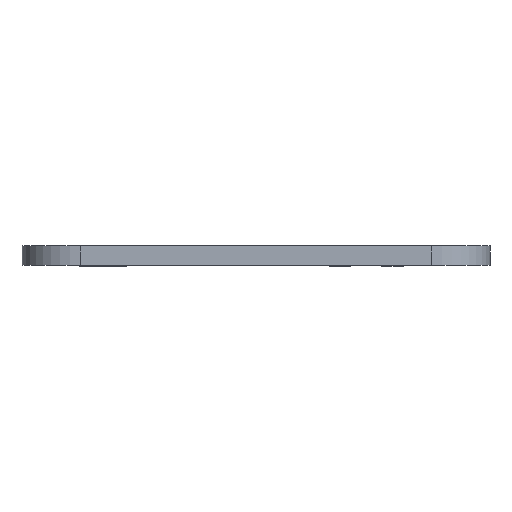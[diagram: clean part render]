
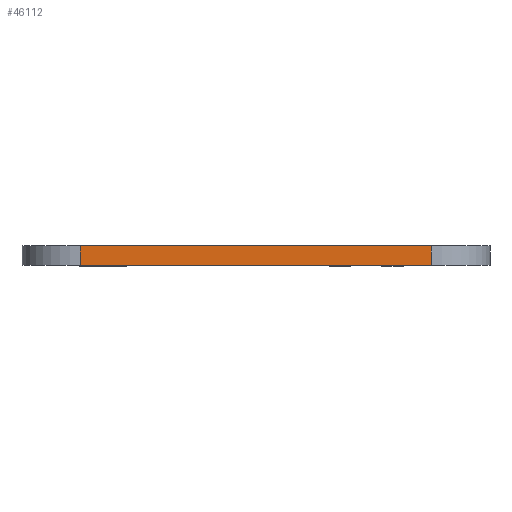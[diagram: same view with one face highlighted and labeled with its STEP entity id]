
A CAD part, left-side view. The second image highlights one B-rep face of the part: STEP entity #46112.
In plain terms, the highlighted planar face has unit normal (-1, 0, 0).
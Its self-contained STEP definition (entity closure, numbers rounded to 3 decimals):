
#45541 = VERTEX_POINT('',#45542);
#45542 = CARTESIAN_POINT('',(-35.75,21.,0.));
#45549 = EDGE_CURVE('',#45550,#45541,#45552,.T.);
#45550 = VERTEX_POINT('',#45551);
#45551 = CARTESIAN_POINT('',(-35.75,3.,0.));
#45552 = LINE('',#45553,#45554);
#45553 = CARTESIAN_POINT('',(-35.75,3.,0.));
#45554 = VECTOR('',#45555,1.);
#45555 = DIRECTION('',(0.,1.,0.));
#45813 = VERTEX_POINT('',#45814);
#45814 = CARTESIAN_POINT('',(-35.75,21.,1.));
#45821 = EDGE_CURVE('',#45822,#45813,#45824,.T.);
#45822 = VERTEX_POINT('',#45823);
#45823 = CARTESIAN_POINT('',(-35.75,3.,1.));
#45824 = LINE('',#45825,#45826);
#45825 = CARTESIAN_POINT('',(-35.75,3.,1.));
#45826 = VECTOR('',#45827,1.);
#45827 = DIRECTION('',(0.,1.,0.));
#46082 = EDGE_CURVE('',#45541,#45813,#46083,.T.);
#46083 = LINE('',#46084,#46085);
#46084 = CARTESIAN_POINT('',(-35.75,21.,0.));
#46085 = VECTOR('',#46086,1.);
#46086 = DIRECTION('',(0.,0.,1.));
#46112 = ADVANCED_FACE('',(#46113),#46124,.T.);
#46113 = FACE_BOUND('',#46114,.T.);
#46114 = EDGE_LOOP('',(#46115,#46121,#46122,#46123));
#46115 = ORIENTED_EDGE('',*,*,#46116,.T.);
#46116 = EDGE_CURVE('',#45550,#45822,#46117,.T.);
#46117 = LINE('',#46118,#46119);
#46118 = CARTESIAN_POINT('',(-35.75,3.,0.));
#46119 = VECTOR('',#46120,1.);
#46120 = DIRECTION('',(0.,0.,1.));
#46121 = ORIENTED_EDGE('',*,*,#45821,.T.);
#46122 = ORIENTED_EDGE('',*,*,#46082,.F.);
#46123 = ORIENTED_EDGE('',*,*,#45549,.F.);
#46124 = PLANE('',#46125);
#46125 = AXIS2_PLACEMENT_3D('',#46126,#46127,#46128);
#46126 = CARTESIAN_POINT('',(-35.75,3.,0.));
#46127 = DIRECTION('',(-1.,0.,0.));
#46128 = DIRECTION('',(0.,1.,0.));
